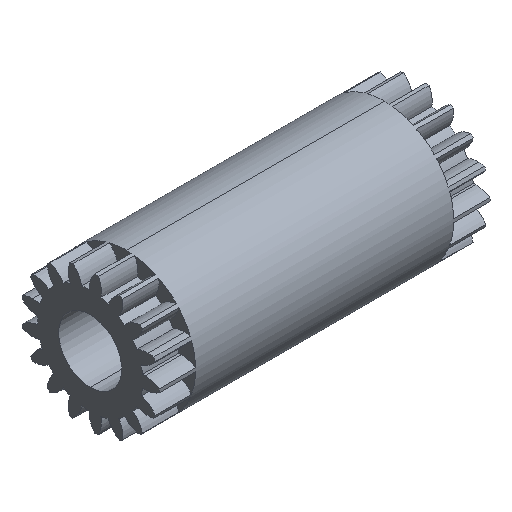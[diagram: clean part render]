
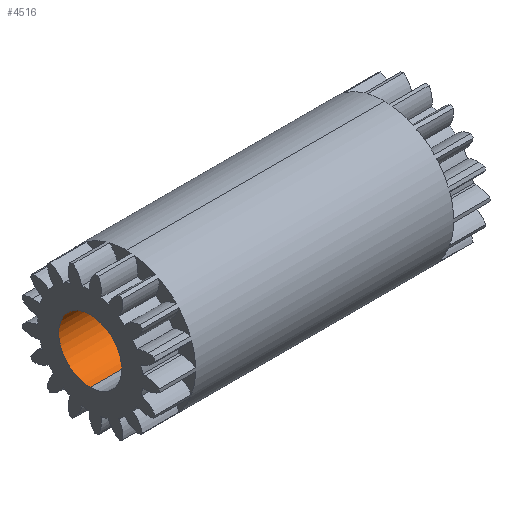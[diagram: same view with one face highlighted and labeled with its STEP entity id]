
A CAD part, isometric view. The second image highlights one B-rep face of the part: STEP entity #4516.
In plain terms, the highlighted cylindrical face has radius 2.6 mm (diameter 5.2 mm), a partial arc.
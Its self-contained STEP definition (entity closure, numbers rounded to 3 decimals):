
#53 = ORIENTED_EDGE ( 'NONE', *, *, #1771, .T. ) ;
#195 = CARTESIAN_POINT ( 'NONE',  ( 0., 0., 2.6 ) ) ;
#292 = CARTESIAN_POINT ( 'NONE',  ( 0., 0., 2.6 ) ) ;
#328 = DIRECTION ( 'NONE',  ( 0., 0., -1. ) ) ;
#353 = EDGE_CURVE ( 'NONE', #2655, #2751, #2682, .T. ) ;
#827 = DIRECTION ( 'NONE',  ( 1., 0., 0. ) ) ;
#839 = CARTESIAN_POINT ( 'NONE',  ( 0., 0., -2.6 ) ) ;
#988 = EDGE_CURVE ( 'NONE', #1329, #2233, #5044, .T. ) ;
#1202 = CYLINDRICAL_SURFACE ( 'NONE', #4311, 2.6 ) ;
#1329 = VERTEX_POINT ( 'NONE', #195 ) ;
#1476 = ORIENTED_EDGE ( 'NONE', *, *, #4850, .F. ) ;
#1490 = CARTESIAN_POINT ( 'NONE',  ( 0., 0., -2.6 ) ) ;
#1619 = AXIS2_PLACEMENT_3D ( 'NONE', #3315, #2100, #2451 ) ;
#1771 = EDGE_CURVE ( 'NONE', #2751, #2233, #2634, .T. ) ;
#1857 = VECTOR ( 'NONE', #4662, 1000. ) ;
#1863 = DIRECTION ( 'NONE',  ( 1., 0., 0. ) ) ;
#1980 = CARTESIAN_POINT ( 'NONE',  ( 0., 0., 0. ) ) ;
#2020 = FACE_OUTER_BOUND ( 'NONE', #3802, .T. ) ;
#2100 = DIRECTION ( 'NONE',  ( 1., 0., 0. ) ) ;
#2233 = VERTEX_POINT ( 'NONE', #2496 ) ;
#2286 = AXIS2_PLACEMENT_3D ( 'NONE', #3605, #827, #328 ) ;
#2451 = DIRECTION ( 'NONE',  ( 0., 0., -1. ) ) ;
#2496 = CARTESIAN_POINT ( 'NONE',  ( 27.3, 0., 2.6 ) ) ;
#2634 = CIRCLE ( 'NONE', #2286, 2.6 ) ;
#2655 = VERTEX_POINT ( 'NONE', #839 ) ;
#2682 = LINE ( 'NONE', #1490, #4503 ) ;
#2751 = VERTEX_POINT ( 'NONE', #3400 ) ;
#3315 = CARTESIAN_POINT ( 'NONE',  ( 0., 0., 0. ) ) ;
#3400 = CARTESIAN_POINT ( 'NONE',  ( 27.3, 0., -2.6 ) ) ;
#3605 = CARTESIAN_POINT ( 'NONE',  ( 27.3, 0., 0. ) ) ;
#3649 = ORIENTED_EDGE ( 'NONE', *, *, #988, .F. ) ;
#3802 = EDGE_LOOP ( 'NONE', ( #3649, #1476, #4668, #53 ) ) ;
#4311 = AXIS2_PLACEMENT_3D ( 'NONE', #1980, #4425, #4769 ) ;
#4425 = DIRECTION ( 'NONE',  ( 1., 0., 0. ) ) ;
#4503 = VECTOR ( 'NONE', #1863, 1000. ) ;
#4516 = ADVANCED_FACE ( 'NONE', ( #2020 ), #1202, .F. ) ;
#4662 = DIRECTION ( 'NONE',  ( 1., 0., 0. ) ) ;
#4668 = ORIENTED_EDGE ( 'NONE', *, *, #353, .T. ) ;
#4769 = DIRECTION ( 'NONE',  ( 0., 0., -1. ) ) ;
#4825 = CIRCLE ( 'NONE', #1619, 2.6 ) ;
#4850 = EDGE_CURVE ( 'NONE', #2655, #1329, #4825, .T. ) ;
#5044 = LINE ( 'NONE', #292, #1857 ) ;
